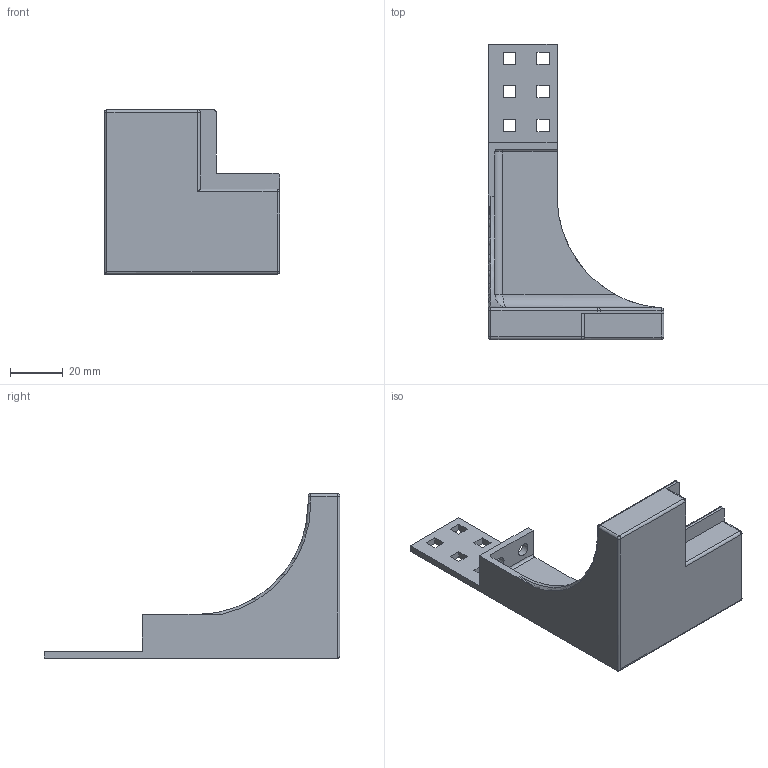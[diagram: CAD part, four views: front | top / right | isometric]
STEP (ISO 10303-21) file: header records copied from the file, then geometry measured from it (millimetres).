
FILE_DESCRIPTION(/* description */ ('STEP AP242','CAx-IF Rec.Pracs.---Representation and Presentation of Product Manufacturing Information (PMI)---4.0---2014-10-13','CAx-IF Rec.Pracs.---3D Tessellated Geometry---0.4---2014-09-14','2;1'),/* implementation_level */ '2;1');
FILE_NAME(/* name */ '6566d2a5cba31b59a12464b1',/* time_stamp */ '2023-11-29T05:56:53Z',/* author */ (''),/* organization */ (''),/* preprocessor_version */ 'ST-DEVELOPER v19.4',/* originating_system */ ' ',/* authorisation */ ' ');
FILE_SCHEMA (('AP242_MANAGED_MODEL_BASED_3D_ENGINEERING_MIM_LF { 1 0 10303 442 1 1 4 }'));
Length unit declared in the file: metre
Products named in the file (1): Holder 2
Bounding box: 66.31 x 111.76 x 62.17 mm (x, y, z)
Volume: 54922.9 mm3; surface area: 19094.5 mm2
Topology: 1 solids, 1 shells, 81 faces, 214 edges, 127 vertices
Faces by surface type: plane 43, cylinder 27, sphere 7, torus 3, bspline 1
Full cylindrical faces by diameter (mm): 5.023 x2
Entity records: 2483 total; most frequent: CARTESIAN_POINT 465, DIRECTION 411, ORIENTED_EDGE 408, EDGE_CURVE 204, LINE 147, VECTOR 147, AXIS2_PLACEMENT_3D 132, VERTEX_POINT 127
